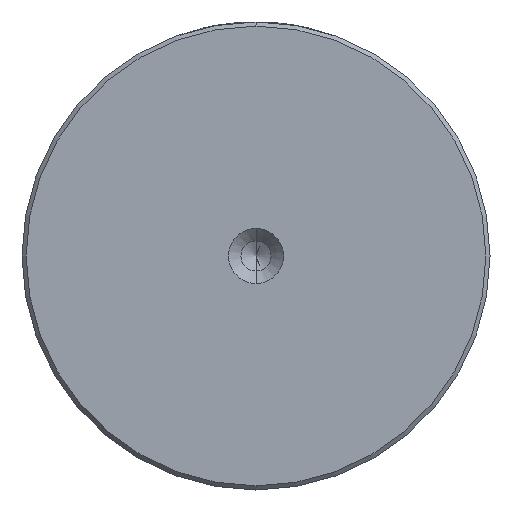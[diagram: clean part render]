
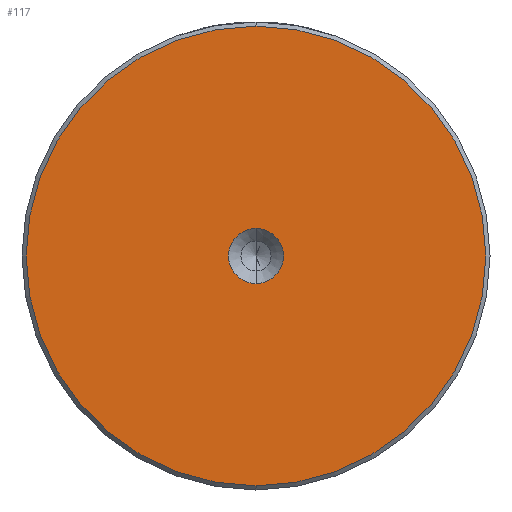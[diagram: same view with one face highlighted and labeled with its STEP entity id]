
A CAD part, left-side view. The second image highlights one B-rep face of the part: STEP entity #117.
In plain terms, the highlighted planar face has unit normal (-1, 0, 0).
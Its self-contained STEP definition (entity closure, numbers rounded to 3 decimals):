
#117 = ADVANCED_FACE ( 'NONE', ( #1422, #2062 ), #2350, .T. ) ;
#122 = DIRECTION ( 'NONE',  ( -1., 0., 0. ) ) ;
#124 = VERTEX_POINT ( 'NONE', #1869 ) ;
#126 = AXIS2_PLACEMENT_3D ( 'NONE', #1902, #1642, #160 ) ;
#139 = EDGE_CURVE ( 'NONE', #536, #1721, #2635, .T. ) ;
#160 = DIRECTION ( 'NONE',  ( 0., 0., 1. ) ) ;
#536 = VERTEX_POINT ( 'NONE', #982 ) ;
#618 = EDGE_CURVE ( 'NONE', #1721, #536, #1609, .T. ) ;
#925 = CARTESIAN_POINT ( 'NONE',  ( 0., 0., 0. ) ) ;
#948 = EDGE_CURVE ( 'NONE', #2771, #124, #2405, .T. ) ;
#982 = CARTESIAN_POINT ( 'NONE',  ( 0., 0., -3.3 ) ) ;
#998 = DIRECTION ( 'NONE',  ( 0., 0., 1. ) ) ;
#1128 = EDGE_CURVE ( 'NONE', #124, #2771, #2139, .T. ) ;
#1240 = EDGE_LOOP ( 'NONE', ( #2028, #2512 ) ) ;
#1294 = DIRECTION ( 'NONE',  ( 0., 0., 1. ) ) ;
#1363 = CARTESIAN_POINT ( 'NONE',  ( 0., 0., 0. ) ) ;
#1371 = DIRECTION ( 'NONE',  ( -1., 0., 0. ) ) ;
#1422 = FACE_OUTER_BOUND ( 'NONE', #1240, .T. ) ;
#1474 = ORIENTED_EDGE ( 'NONE', *, *, #618, .F. ) ;
#1609 = CIRCLE ( 'NONE', #2229, 3.3 ) ;
#1633 = CARTESIAN_POINT ( 'NONE',  ( 0., 0., 0. ) ) ;
#1642 = DIRECTION ( 'NONE',  ( -1., 0., 0. ) ) ;
#1721 = VERTEX_POINT ( 'NONE', #2358 ) ;
#1869 = CARTESIAN_POINT ( 'NONE',  ( 0., 0., 27.5 ) ) ;
#1873 = DIRECTION ( 'NONE',  ( 0., 0., 1. ) ) ;
#1902 = CARTESIAN_POINT ( 'NONE',  ( 0., 0., 0. ) ) ;
#2028 = ORIENTED_EDGE ( 'NONE', *, *, #948, .T. ) ;
#2062 = FACE_BOUND ( 'NONE', #2117, .T. ) ;
#2117 = EDGE_LOOP ( 'NONE', ( #1474, #3028 ) ) ;
#2127 = CARTESIAN_POINT ( 'NONE',  ( 0., 0., 0. ) ) ;
#2139 = CIRCLE ( 'NONE', #2140, 27.5 ) ;
#2140 = AXIS2_PLACEMENT_3D ( 'NONE', #2127, #2666, #2484 ) ;
#2210 = DIRECTION ( 'NONE',  ( -1., 0., 0. ) ) ;
#2229 = AXIS2_PLACEMENT_3D ( 'NONE', #1363, #2210, #998 ) ;
#2350 = PLANE ( 'NONE',  #126 ) ;
#2358 = CARTESIAN_POINT ( 'NONE',  ( 0., 0., 3.3 ) ) ;
#2405 = CIRCLE ( 'NONE', #2521, 27.5 ) ;
#2484 = DIRECTION ( 'NONE',  ( 0., 0., 1. ) ) ;
#2512 = ORIENTED_EDGE ( 'NONE', *, *, #1128, .T. ) ;
#2521 = AXIS2_PLACEMENT_3D ( 'NONE', #1633, #122, #1873 ) ;
#2635 = CIRCLE ( 'NONE', #2837, 3.3 ) ;
#2666 = DIRECTION ( 'NONE',  ( -1., 0., 0. ) ) ;
#2771 = VERTEX_POINT ( 'NONE', #3152 ) ;
#2837 = AXIS2_PLACEMENT_3D ( 'NONE', #925, #1371, #1294 ) ;
#3028 = ORIENTED_EDGE ( 'NONE', *, *, #139, .F. ) ;
#3152 = CARTESIAN_POINT ( 'NONE',  ( 0., 0., -27.5 ) ) ;
